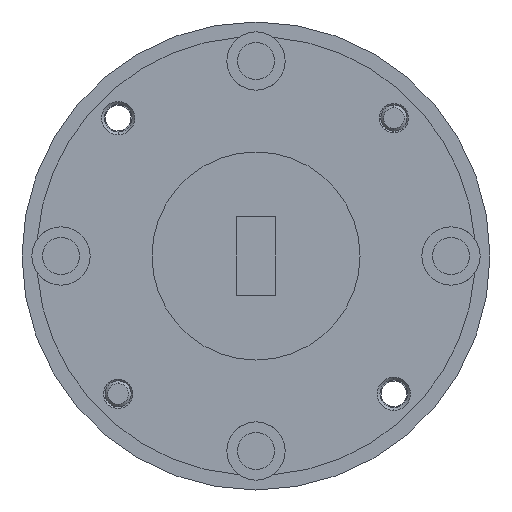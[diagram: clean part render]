
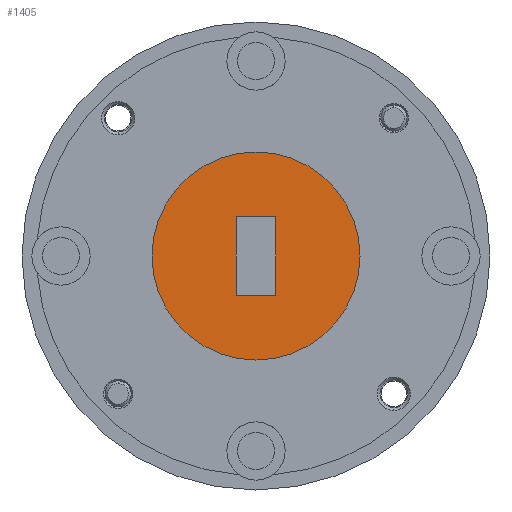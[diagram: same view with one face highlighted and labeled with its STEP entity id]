
A CAD part, left-side view. The second image highlights one B-rep face of the part: STEP entity #1405.
In plain terms, the highlighted planar face has unit normal (-1, 0, 0).
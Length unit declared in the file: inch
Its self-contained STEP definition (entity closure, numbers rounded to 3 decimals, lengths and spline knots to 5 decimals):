
#366 = DIRECTION ( 'NONE',  ( 0., -1., 0. ) ) ;
#537 = VERTEX_POINT ( 'NONE', #7592 ) ;
#1405 = ADVANCED_FACE ( 'NONE', ( #2772, #3706 ), #1702, .T. ) ;
#1702 = PLANE ( 'NONE',  #9782 ) ;
#1711 = VECTOR ( 'NONE', #10749, 39.37008 ) ;
#1977 = EDGE_CURVE ( 'NONE', #537, #2095, #12872, .T. ) ;
#2035 = VECTOR ( 'NONE', #10527, 39.37008 ) ;
#2053 = CARTESIAN_POINT ( 'NONE',  ( -2.56461, 0.5232, 0.79608 ) ) ;
#2095 = VERTEX_POINT ( 'NONE', #6915 ) ;
#2552 = EDGE_CURVE ( 'NONE', #12910, #14020, #10059, .T. ) ;
#2772 = FACE_BOUND ( 'NONE', #10916, .T. ) ;
#3306 = ORIENTED_EDGE ( 'NONE', *, *, #2552, .T. ) ;
#3500 = CARTESIAN_POINT ( 'NONE',  ( -2.56461, 0.8202, 0.70208 ) ) ;
#3653 = CARTESIAN_POINT ( 'NONE',  ( -2.56461, 0.6172, 0.60808 ) ) ;
#3706 = FACE_OUTER_BOUND ( 'NONE', #6661, .T. ) ;
#3861 = EDGE_CURVE ( 'NONE', #2095, #6579, #7508, .T. ) ;
#3950 = ORIENTED_EDGE ( 'NONE', *, *, #12132, .T. ) ;
#3953 = CARTESIAN_POINT ( 'NONE',  ( -2.56461, 0.5702, 0.70208 ) ) ;
#4214 = CARTESIAN_POINT ( 'NONE',  ( -2.56461, 0.5702, 0.70208 ) ) ;
#5084 = CARTESIAN_POINT ( 'NONE',  ( -2.56461, 0.5232, 0.60808 ) ) ;
#5824 = EDGE_CURVE ( 'NONE', #14020, #12910, #9621, .T. ) ;
#6172 = ORIENTED_EDGE ( 'NONE', *, *, #5824, .T. ) ;
#6360 = DIRECTION ( 'NONE',  ( 0., -1., 0. ) ) ;
#6579 = VERTEX_POINT ( 'NONE', #3653 ) ;
#6661 = EDGE_LOOP ( 'NONE', ( #6172, #3306 ) ) ;
#6854 = ORIENTED_EDGE ( 'NONE', *, *, #3861, .T. ) ;
#6915 = CARTESIAN_POINT ( 'NONE',  ( -2.56461, 0.5232, 0.60808 ) ) ;
#7508 = LINE ( 'NONE', #10949, #10487 ) ;
#7592 = CARTESIAN_POINT ( 'NONE',  ( -2.56461, 0.5232, 0.79608 ) ) ;
#7623 = LINE ( 'NONE', #7707, #10878 ) ;
#7707 = CARTESIAN_POINT ( 'NONE',  ( -2.56461, 0.6172, 0.60808 ) ) ;
#8124 = DIRECTION ( 'NONE',  ( -1., 0., 0. ) ) ;
#8316 = DIRECTION ( 'NONE',  ( -1., 0., 0. ) ) ;
#8581 = DIRECTION ( 'NONE',  ( -1., 0., 0. ) ) ;
#8592 = DIRECTION ( 'NONE',  ( 0., 1., 0. ) ) ;
#9124 = CARTESIAN_POINT ( 'NONE',  ( -2.56461, 0.3202, 0.70208 ) ) ;
#9173 = AXIS2_PLACEMENT_3D ( 'NONE', #4214, #8581, #6360 ) ;
#9615 = AXIS2_PLACEMENT_3D ( 'NONE', #3953, #8316, #11459 ) ;
#9621 = CIRCLE ( 'NONE', #9173, 0.25 ) ;
#9775 = LINE ( 'NONE', #2053, #1711 ) ;
#9782 = AXIS2_PLACEMENT_3D ( 'NONE', #13676, #8124, #366 ) ;
#10059 = CIRCLE ( 'NONE', #9615, 0.25 ) ;
#10250 = ORIENTED_EDGE ( 'NONE', *, *, #1977, .T. ) ;
#10487 = VECTOR ( 'NONE', #8592, 39.37008 ) ;
#10527 = DIRECTION ( 'NONE',  ( 0., 0., -1. ) ) ;
#10749 = DIRECTION ( 'NONE',  ( 0., -1., 0. ) ) ;
#10878 = VECTOR ( 'NONE', #11831, 39.37008 ) ;
#10916 = EDGE_LOOP ( 'NONE', ( #12215, #10250, #6854, #3950 ) ) ;
#10949 = CARTESIAN_POINT ( 'NONE',  ( -2.56461, 0.5232, 0.60808 ) ) ;
#11459 = DIRECTION ( 'NONE',  ( 0., -1., 0. ) ) ;
#11831 = DIRECTION ( 'NONE',  ( 0., 0., 1. ) ) ;
#12132 = EDGE_CURVE ( 'NONE', #6579, #13481, #7623, .T. ) ;
#12215 = ORIENTED_EDGE ( 'NONE', *, *, #13200, .T. ) ;
#12848 = CARTESIAN_POINT ( 'NONE',  ( -2.56461, 0.6172, 0.79608 ) ) ;
#12872 = LINE ( 'NONE', #5084, #2035 ) ;
#12910 = VERTEX_POINT ( 'NONE', #3500 ) ;
#13200 = EDGE_CURVE ( 'NONE', #13481, #537, #9775, .T. ) ;
#13481 = VERTEX_POINT ( 'NONE', #12848 ) ;
#13676 = CARTESIAN_POINT ( 'NONE',  ( -2.56461, 0.5702, 0.70208 ) ) ;
#14020 = VERTEX_POINT ( 'NONE', #9124 ) ;
